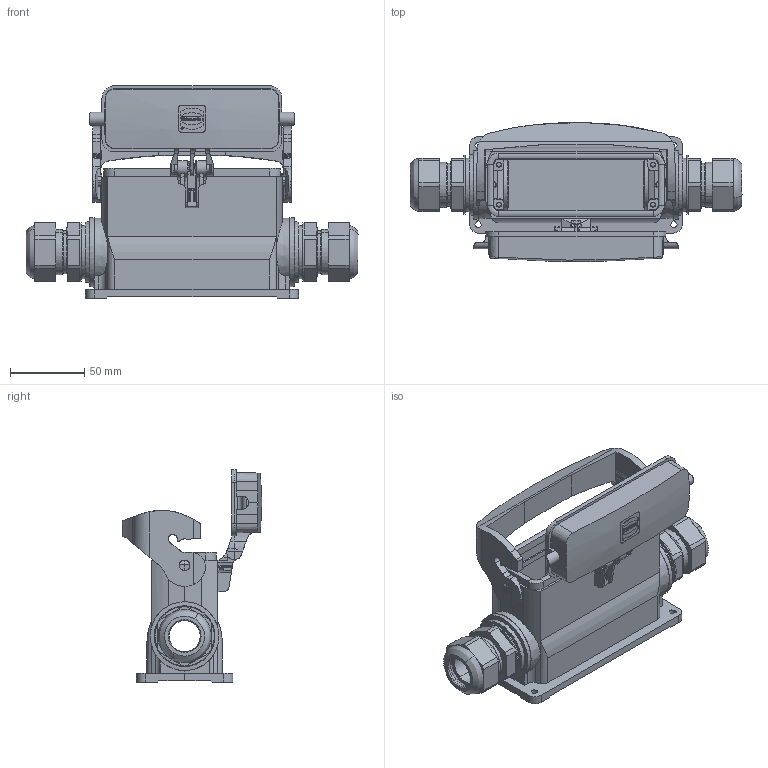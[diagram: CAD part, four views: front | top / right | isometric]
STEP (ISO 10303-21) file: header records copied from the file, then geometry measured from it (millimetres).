
FILE_DESCRIPTION(/* description */ (''),/* implementation_level */ '2;1');
FILE_NAME(/* name */ '100778669ugm000_c.stp',/* time_stamp */ '2022-03-12T07:53:46+01:00',/* author */ (''),/* organization */ (''),/* preprocessor_version */ 'ST-DEVELOPER v16.7',/* originating_system */ 'SIEMENS PLM Software NX 1911',/* authorisation */ '');
FILE_SCHEMA (('AUTOMOTIVE_DESIGN { 1 0 10303 214 3 1 1 1 }'));
Products named in the file (1): 100778669ugm000_c
Bounding box: 224.1 x 93.89 x 143.5 mm (x, y, z)
Volume: 63982.4 mm3; surface area: 138183.7 mm2
Topology: 2 solids, 629 shells, 982 faces, 4371 edges, 4001 vertices
Faces by surface type: plane 602, cylinder 223, cone 88, bspline 38, revolution 20, extrusion 7, torus 4
Full cylindrical faces by diameter (mm): 1.006 x1, 1.477 x1, 3 x4, 3.5 x4, 4.8 x2, 7.2 x2, 30 x2, 32 x2, 36 x2, 46.4 x2
Entity records: 60524 total; most frequent: CARTESIAN_POINT 14109, DIRECTION 7006, ORIENTED_EDGE 5294, EDGE_CURVE 4317, VERTEX_POINT 3982, VECTOR 2684, LINE 2677, AXIS2_PLACEMENT_3D 2151
